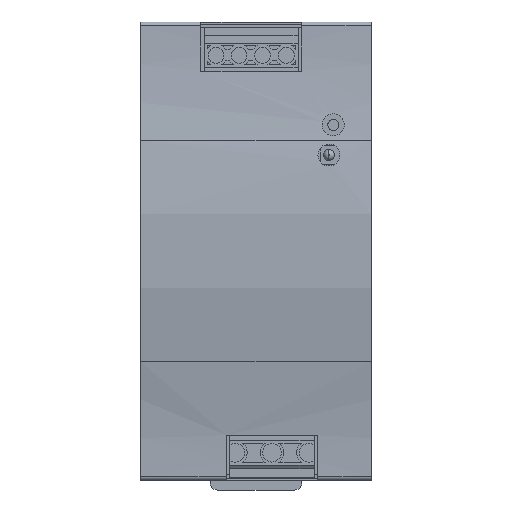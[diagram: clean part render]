
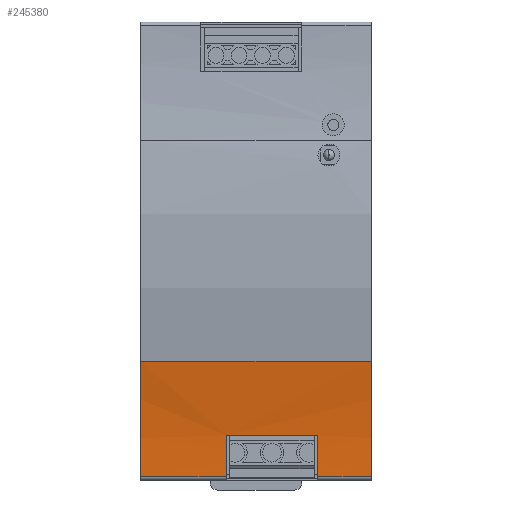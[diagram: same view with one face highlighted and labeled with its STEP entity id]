
A CAD part, left-side view. The second image highlights one B-rep face of the part: STEP entity #245380.
In plain terms, the highlighted cylindrical face has radius 150.414 mm (diameter 300.828 mm), a partial arc.
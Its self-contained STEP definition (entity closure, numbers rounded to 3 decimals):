
#236960=CARTESIAN_POINT('',(-12.654,76.236,
-18.11));
#236970=VERTEX_POINT('',#236960);
#237000=CARTESIAN_POINT('',(-160.046,76.236,
-48.111));
#237010=DIRECTION('',(0.,-1.,0.));
#237020=DIRECTION('',(-1.,0.,0.));
#237030=AXIS2_PLACEMENT_3D('',#237000,#237010,#237020);
#237040=CIRCLE('',#237030,150.414);
#237050=CARTESIAN_POINT('',(-9.639,76.236,
-49.59));
#237060=VERTEX_POINT('',#237050);
#237070=EDGE_CURVE('',#237060,#236970,#237040,.T.);
#240600=CARTESIAN_POINT('',(-9.639,13.236,
-49.59));
#240610=VERTEX_POINT('',#240600);
#240640=CARTESIAN_POINT('',(-160.046,13.236,
-48.111));
#240650=DIRECTION('',(0.,-1.,0.));
#240660=DIRECTION('',(-1.,0.,0.));
#240670=AXIS2_PLACEMENT_3D('',#240640,#240650,#240660);
#240680=CIRCLE('',#240670,150.414);
#240690=CARTESIAN_POINT('',(-12.654,13.236,
-18.11));
#240700=VERTEX_POINT('',#240690);
#240710=EDGE_CURVE('',#240610,#240700,#240680,.T.);
#244830=CARTESIAN_POINT('',(-160.046,18.986,
-48.111));
#244840=DIRECTION('',(0.,-1.,0.));
#244850=DIRECTION('',(-1.,0.,0.));
#244860=AXIS2_PLACEMENT_3D('',#244830,#244840,#244850);
#244870=CYLINDRICAL_SURFACE('',#244860,150.414);
#244880=CARTESIAN_POINT('',(-9.954,18.986,
-38.273));
#244890=DIRECTION('',(0.,-1.,0.));
#244900=VECTOR('',#244890,1.);
#244910=LINE('',#244880,#244900);
#244920=CARTESIAN_POINT('',(-9.954,52.885,
-38.273));
#244930=VERTEX_POINT('',#244920);
#244940=CARTESIAN_POINT('',(-9.954,27.885,
-38.273));
#244950=VERTEX_POINT('',#244940);
#244960=EDGE_CURVE('',#244930,#244950,#244910,.T.);
#244970=ORIENTED_EDGE('',*,*,#244960,.T.);
#244980=CARTESIAN_POINT('',(-160.046,52.885,
-48.111));
#244990=DIRECTION('',(0.,-1.,0.));
#245000=DIRECTION('',(-1.,0.,0.));
#245010=AXIS2_PLACEMENT_3D('',#244980,#244990,#245000);
#245020=CIRCLE('',#245010,150.414);
#245030=CARTESIAN_POINT('',(-9.639,52.885,
-49.59));
#245040=VERTEX_POINT('',#245030);
#245050=EDGE_CURVE('',#245040,#244930,#245020,.T.);
#245060=ORIENTED_EDGE('',*,*,#245050,.T.);
#245070=CARTESIAN_POINT('',(-9.639,18.986,
-49.59));
#245080=DIRECTION('',(0.,1.,0.));
#245090=VECTOR('',#245080,1.);
#245100=LINE('',#245070,#245090);
#245110=EDGE_CURVE('',#245040,#237060,#245100,.T.);
#245120=ORIENTED_EDGE('',*,*,#245110,.F.);
#245130=ORIENTED_EDGE('',*,*,#237070,.F.);
#245140=CARTESIAN_POINT('',(-12.654,18.986,
-18.11));
#245150=DIRECTION('',(0.,1.,0.));
#245160=VECTOR('',#245150,1.);
#245170=LINE('',#245140,#245160);
#245180=EDGE_CURVE('',#240700,#236970,#245170,.T.);
#245190=ORIENTED_EDGE('',*,*,#245180,.T.);
#245200=ORIENTED_EDGE('',*,*,#240710,.T.);
#245210=CARTESIAN_POINT('',(-9.639,18.986,
-49.59));
#245220=DIRECTION('',(0.,1.,0.));
#245230=VECTOR('',#245220,1.);
#245240=LINE('',#245210,#245230);
#245250=CARTESIAN_POINT('',(-9.639,27.885,
-49.59));
#245260=VERTEX_POINT('',#245250);
#245270=EDGE_CURVE('',#240610,#245260,#245240,.T.);
#245280=ORIENTED_EDGE('',*,*,#245270,.F.);
#245290=CARTESIAN_POINT('',(-160.046,27.885,
-48.111));
#245300=DIRECTION('',(0.,-1.,0.));
#245310=DIRECTION('',(-1.,0.,0.));
#245320=AXIS2_PLACEMENT_3D('',#245290,#245300,#245310);
#245330=CIRCLE('',#245320,150.414);
#245340=EDGE_CURVE('',#245260,#244950,#245330,.T.);
#245350=ORIENTED_EDGE('',*,*,#245340,.F.);
#245360=EDGE_LOOP('',(#245350,#245280,#245200,#245190,#245130,#245120,
#245060,#244970));
#245370=FACE_OUTER_BOUND('',#245360,.T.);
#245380=ADVANCED_FACE('',(#245370),#244870,.F.);
